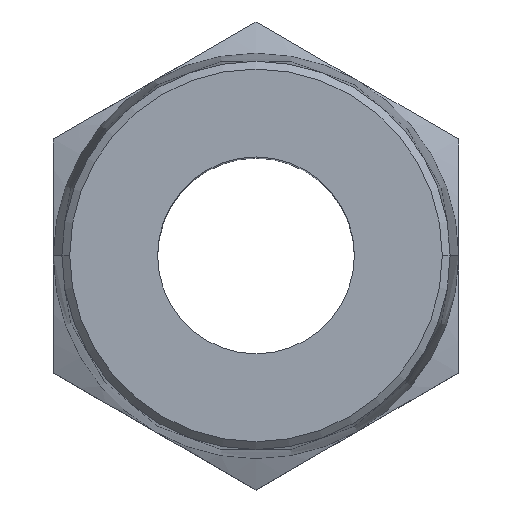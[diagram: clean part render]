
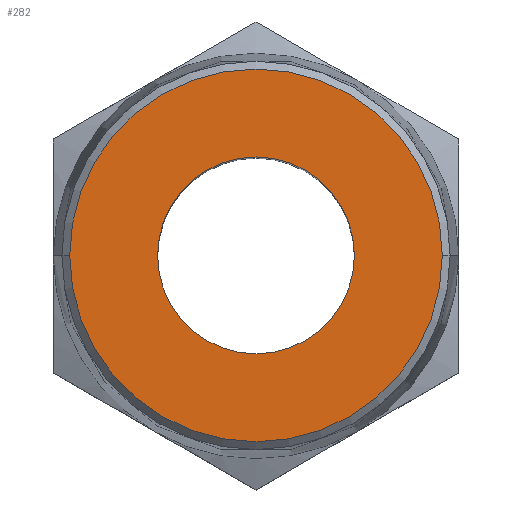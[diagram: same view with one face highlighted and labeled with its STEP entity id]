
A CAD part, top view. The second image highlights one B-rep face of the part: STEP entity #282.
In plain terms, the highlighted planar face has unit normal (0, 0, 1).
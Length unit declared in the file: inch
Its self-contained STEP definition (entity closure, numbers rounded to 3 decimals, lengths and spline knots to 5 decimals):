
#71 = EDGE_CURVE ( 'NONE', #703, #414, #289, .T. ) ;
#93 = FACE_BOUND ( 'NONE', #192, .T. ) ;
#142 = DIRECTION ( 'NONE',  ( 1., 0., 0. ) ) ;
#178 = EDGE_CURVE ( 'NONE', #671, #276, #950, .T. ) ;
#188 = EDGE_CURVE ( 'NONE', #414, #703, #345, .T. ) ;
#192 = EDGE_LOOP ( 'NONE', ( #883, #743 ) ) ;
#210 = EDGE_CURVE ( 'NONE', #276, #671, #470, .T. ) ;
#224 = DIRECTION ( 'NONE',  ( 0., 0., 1. ) ) ;
#234 = CARTESIAN_POINT ( 'NONE',  ( 0., 0., 1.1811 ) ) ;
#249 = FACE_OUTER_BOUND ( 'NONE', #808, .T. ) ;
#256 = CARTESIAN_POINT ( 'NONE',  ( -0.33465, 0., 1.1811 ) ) ;
#276 = VERTEX_POINT ( 'NONE', #256 ) ;
#282 = ADVANCED_FACE ( 'NONE', ( #249, #93 ), #759, .T. ) ;
#289 = CIRCLE ( 'NONE', #984, 0.63364 ) ;
#303 = AXIS2_PLACEMENT_3D ( 'NONE', #831, #919, #1009 ) ;
#345 = CIRCLE ( 'NONE', #487, 0.63364 ) ;
#359 = CARTESIAN_POINT ( 'NONE',  ( -0.63364, 0., 1.1811 ) ) ;
#414 = VERTEX_POINT ( 'NONE', #885 ) ;
#470 = CIRCLE ( 'NONE', #628, 0.33465 ) ;
#487 = AXIS2_PLACEMENT_3D ( 'NONE', #658, #736, #142 ) ;
#497 = DIRECTION ( 'NONE',  ( 1., 0., 0. ) ) ;
#557 = ORIENTED_EDGE ( 'NONE', *, *, #71, .T. ) ;
#628 = AXIS2_PLACEMENT_3D ( 'NONE', #909, #747, #992 ) ;
#658 = CARTESIAN_POINT ( 'NONE',  ( 0., 0., 1.1811 ) ) ;
#671 = VERTEX_POINT ( 'NONE', #773 ) ;
#703 = VERTEX_POINT ( 'NONE', #359 ) ;
#721 = CARTESIAN_POINT ( 'NONE',  ( 0., 0., 1.1811 ) ) ;
#736 = DIRECTION ( 'NONE',  ( 0., 0., 1. ) ) ;
#743 = ORIENTED_EDGE ( 'NONE', *, *, #178, .F. ) ;
#747 = DIRECTION ( 'NONE',  ( 0., 0., 1. ) ) ;
#759 = PLANE ( 'NONE',  #303 ) ;
#773 = CARTESIAN_POINT ( 'NONE',  ( 0.33465, 0., 1.1811 ) ) ;
#808 = EDGE_LOOP ( 'NONE', ( #557, #842 ) ) ;
#831 = CARTESIAN_POINT ( 'NONE',  ( 0., 0., 1.1811 ) ) ;
#842 = ORIENTED_EDGE ( 'NONE', *, *, #188, .T. ) ;
#874 = DIRECTION ( 'NONE',  ( 1., 0., 0. ) ) ;
#883 = ORIENTED_EDGE ( 'NONE', *, *, #210, .F. ) ;
#885 = CARTESIAN_POINT ( 'NONE',  ( 0.63364, 0., 1.1811 ) ) ;
#886 = AXIS2_PLACEMENT_3D ( 'NONE', #234, #224, #497 ) ;
#909 = CARTESIAN_POINT ( 'NONE',  ( 0., 0., 1.1811 ) ) ;
#919 = DIRECTION ( 'NONE',  ( 0., 0., 1. ) ) ;
#950 = CIRCLE ( 'NONE', #886, 0.33465 ) ;
#984 = AXIS2_PLACEMENT_3D ( 'NONE', #721, #1046, #874 ) ;
#992 = DIRECTION ( 'NONE',  ( 1., 0., 0. ) ) ;
#1009 = DIRECTION ( 'NONE',  ( 1., 0., 0. ) ) ;
#1046 = DIRECTION ( 'NONE',  ( 0., 0., 1. ) ) ;
